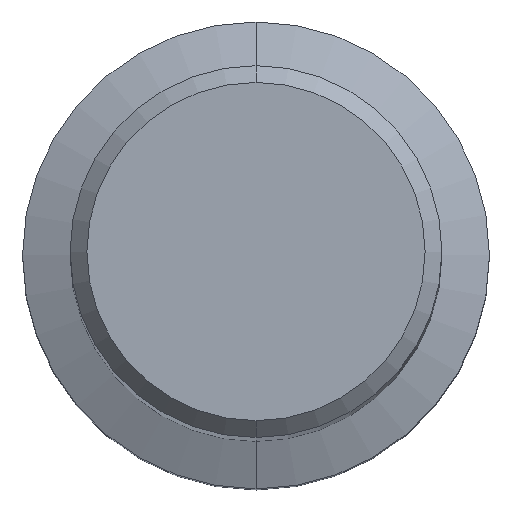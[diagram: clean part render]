
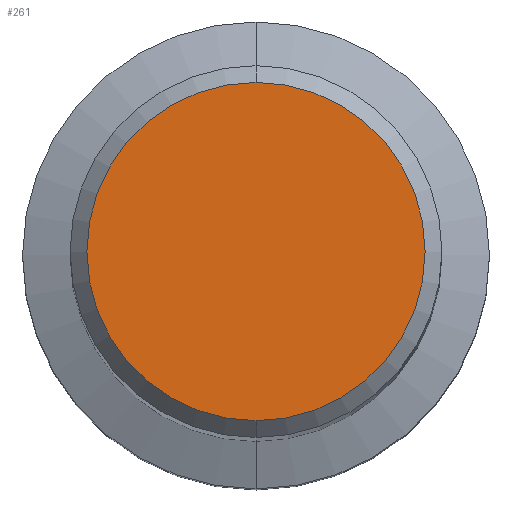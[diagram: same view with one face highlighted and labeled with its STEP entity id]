
A CAD part, top view. The second image highlights one B-rep face of the part: STEP entity #261.
In plain terms, the highlighted planar face has unit normal (0, 0, 1).
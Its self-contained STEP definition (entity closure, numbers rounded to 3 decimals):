
#141=VERTEX_POINT('',#343);
#145=VERTEX_POINT('',#347);
#167=EDGE_CURVE('',#141,#145,#370,.T.);
#261=ADVANCED_FACE('',(#477),#478,.T.);
#265=EDGE_CURVE('',#145,#141,#482,.T.);
#343=CARTESIAN_POINT('',(0.,-8.05,0.0));
#347=CARTESIAN_POINT('',(0.0,8.05,0.0));
#370=CIRCLE('',#599,8.05);
#477=FACE_OUTER_BOUND('',#733,.T.);
#478=PLANE('',#734);
#482=CIRCLE('',#740,8.05);
#599=AXIS2_PLACEMENT_3D('',#850,#851,#852);
#733=EDGE_LOOP('',(#998,#999));
#734=AXIS2_PLACEMENT_3D('',#1000,#1001,#1002);
#740=AXIS2_PLACEMENT_3D('',#1006,#1007,#1008);
#850=CARTESIAN_POINT('',(0.0,0.0,0.0));
#851=DIRECTION('',(0.0,0.0,-1.0));
#852=DIRECTION('',(0.0,1.0,0.0));
#998=ORIENTED_EDGE('',*,*,#265,.F.);
#999=ORIENTED_EDGE('',*,*,#167,.F.);
#1000=CARTESIAN_POINT('',(0.0,4.025,0.0));
#1001=DIRECTION('',(-0.0,0.0,1.0));
#1002=DIRECTION('',(0.0,-1.0,0.0));
#1006=CARTESIAN_POINT('',(0.0,0.0,0.0));
#1007=DIRECTION('',(0.0,0.0,-1.0));
#1008=DIRECTION('',(0.0,1.0,0.0));
